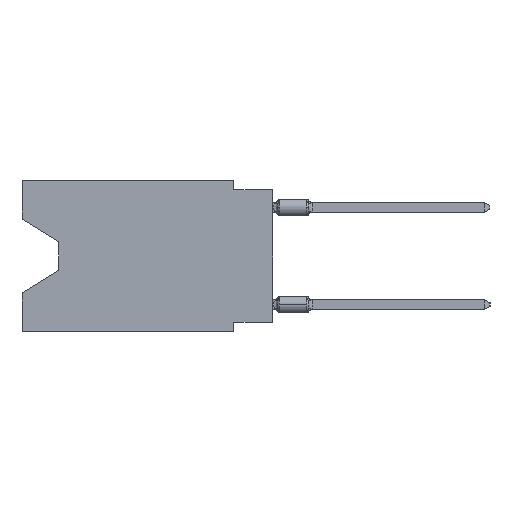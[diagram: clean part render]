
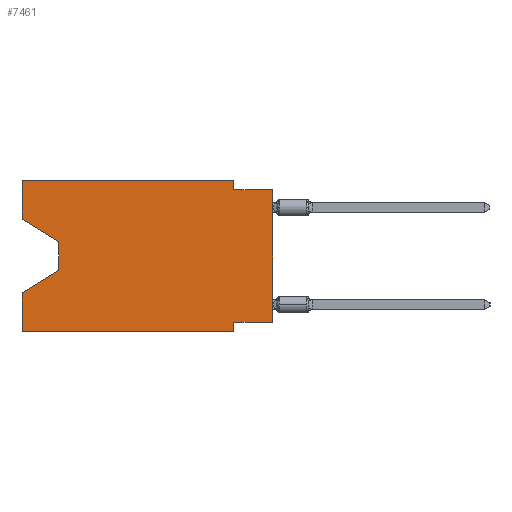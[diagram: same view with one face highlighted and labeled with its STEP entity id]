
A CAD part, left-side view. The second image highlights one B-rep face of the part: STEP entity #7461.
In plain terms, the highlighted planar face has unit normal (-1, 0, 0).
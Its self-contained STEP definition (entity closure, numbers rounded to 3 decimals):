
#203 = DIRECTION ( 'NONE',  ( 0., 0., -1. ) ) ;
#242 = DIRECTION ( 'NONE',  ( 0., 0., -1. ) ) ;
#379 = DIRECTION ( 'NONE',  ( 0., 0., -1. ) ) ;
#777 = VERTEX_POINT ( 'NONE', #5019 ) ;
#1006 = VERTEX_POINT ( 'NONE', #5912 ) ;
#1448 = ORIENTED_EDGE ( 'NONE', *, *, #12698, .T. ) ;
#1997 = VECTOR ( 'NONE', #5669, 1000. ) ;
#2352 = LINE ( 'NONE', #26521, #9147 ) ;
#2389 = VERTEX_POINT ( 'NONE', #10604 ) ;
#2609 = LINE ( 'NONE', #8175, #1997 ) ;
#2620 = ORIENTED_EDGE ( 'NONE', *, *, #33535, .F. ) ;
#2735 = DIRECTION ( 'NONE',  ( 0., 0., 1. ) ) ;
#2891 = LINE ( 'NONE', #13800, #24593 ) ;
#2924 = CARTESIAN_POINT ( 'NONE',  ( 0., 16.383, 0. ) ) ;
#3006 = VECTOR ( 'NONE', #28855, 1000. ) ;
#4567 = CARTESIAN_POINT ( 'NONE',  ( 0., 13.97, -5.893 ) ) ;
#4959 = EDGE_CURVE ( 'NONE', #8948, #35326, #11567, .T. ) ;
#4996 = CARTESIAN_POINT ( 'NONE',  ( 0., 13.97, -4.013 ) ) ;
#5019 = CARTESIAN_POINT ( 'NONE',  ( 0., 2.54, -9.271 ) ) ;
#5119 = VECTOR ( 'NONE', #29846, 1000. ) ;
#5390 = DIRECTION ( 'NONE',  ( 0., -1., 0. ) ) ;
#5669 = DIRECTION ( 'NONE',  ( 0., 1., 0. ) ) ;
#5785 = EDGE_LOOP ( 'NONE', ( #6685, #1448, #13241, #34536, #11434, #13866, #13116, #17780, #2620, #27917, #20154, #20570 ) ) ;
#5912 = CARTESIAN_POINT ( 'NONE',  ( 0., 16.383, -9.906 ) ) ;
#6685 = ORIENTED_EDGE ( 'NONE', *, *, #31800, .T. ) ;
#6881 = DIRECTION ( 'NONE',  ( 0., 0., 1. ) ) ;
#7068 = DIRECTION ( 'NONE',  ( 0., 0.855, -0.519 ) ) ;
#7069 = CARTESIAN_POINT ( 'NONE',  ( 0., 2.54, 0. ) ) ;
#7461 = ADVANCED_FACE ( 'NONE', ( #19196 ), #8303, .F. ) ;
#7834 = EDGE_CURVE ( 'NONE', #14169, #27734, #2891, .T. ) ;
#8175 = CARTESIAN_POINT ( 'NONE',  ( 0., 0., -9.271 ) ) ;
#8303 = PLANE ( 'NONE',  #31471 ) ;
#8421 = DIRECTION ( 'NONE',  ( 0., -0.855, -0.519 ) ) ;
#8948 = VERTEX_POINT ( 'NONE', #18020 ) ;
#8997 = EDGE_CURVE ( 'NONE', #8948, #777, #2609, .T. ) ;
#9147 = VECTOR ( 'NONE', #5390, 1000. ) ;
#9853 = CARTESIAN_POINT ( 'NONE',  ( 0., 2.54, -0.635 ) ) ;
#10604 = CARTESIAN_POINT ( 'NONE',  ( 0., 16.383, -2.546 ) ) ;
#10712 = CARTESIAN_POINT ( 'NONE',  ( 0., 0., -0.635 ) ) ;
#11142 = DIRECTION ( 'NONE',  ( 1., 0., 0. ) ) ;
#11434 = ORIENTED_EDGE ( 'NONE', *, *, #31778, .T. ) ;
#11567 = LINE ( 'NONE', #19796, #11834 ) ;
#11834 = VECTOR ( 'NONE', #14434, 1000. ) ;
#12473 = VECTOR ( 'NONE', #16462, 1000. ) ;
#12698 = EDGE_CURVE ( 'NONE', #16008, #29826, #33350, .T. ) ;
#13116 = ORIENTED_EDGE ( 'NONE', *, *, #8997, .F. ) ;
#13241 = ORIENTED_EDGE ( 'NONE', *, *, #34238, .T. ) ;
#13800 = CARTESIAN_POINT ( 'NONE',  ( 0., 2.54, 0. ) ) ;
#13866 = ORIENTED_EDGE ( 'NONE', *, *, #22358, .F. ) ;
#13973 = CARTESIAN_POINT ( 'NONE',  ( 0., 13.97, -4.013 ) ) ;
#14169 = VERTEX_POINT ( 'NONE', #7069 ) ;
#14434 = DIRECTION ( 'NONE',  ( 0., 0., 1. ) ) ;
#14780 = VECTOR ( 'NONE', #8421, 1000. ) ;
#14841 = VERTEX_POINT ( 'NONE', #20361 ) ;
#14920 = LINE ( 'NONE', #34620, #15625 ) ;
#15111 = LINE ( 'NONE', #34305, #19024 ) ;
#15625 = VECTOR ( 'NONE', #6881, 1000. ) ;
#15832 = EDGE_CURVE ( 'NONE', #21495, #14169, #32533, .T. ) ;
#16008 = VERTEX_POINT ( 'NONE', #4996 ) ;
#16291 = CARTESIAN_POINT ( 'NONE',  ( 0., 16.383, 0. ) ) ;
#16462 = DIRECTION ( 'NONE',  ( 0., -1., 0. ) ) ;
#16597 = VERTEX_POINT ( 'NONE', #17288 ) ;
#17288 = CARTESIAN_POINT ( 'NONE',  ( 0., 2.54, -9.906 ) ) ;
#17780 = ORIENTED_EDGE ( 'NONE', *, *, #4959, .T. ) ;
#18020 = CARTESIAN_POINT ( 'NONE',  ( 0., 0., -9.271 ) ) ;
#18319 = LINE ( 'NONE', #26734, #12473 ) ;
#18895 = CARTESIAN_POINT ( 'NONE',  ( 0., 16.383, 0. ) ) ;
#19024 = VECTOR ( 'NONE', #7068, 1000. ) ;
#19196 = FACE_OUTER_BOUND ( 'NONE', #5785, .T. ) ;
#19796 = CARTESIAN_POINT ( 'NONE',  ( 0., 0., 0. ) ) ;
#20154 = ORIENTED_EDGE ( 'NONE', *, *, #15832, .F. ) ;
#20361 = CARTESIAN_POINT ( 'NONE',  ( 0., 16.383, -7.36 ) ) ;
#20570 = ORIENTED_EDGE ( 'NONE', *, *, #25369, .F. ) ;
#21349 = CARTESIAN_POINT ( 'NONE',  ( 0., 16.383, -2.546 ) ) ;
#21495 = VERTEX_POINT ( 'NONE', #16291 ) ;
#22358 = EDGE_CURVE ( 'NONE', #777, #16597, #24008, .T. ) ;
#24008 = LINE ( 'NONE', #34588, #3006 ) ;
#24569 = VECTOR ( 'NONE', #379, 1000. ) ;
#24593 = VECTOR ( 'NONE', #203, 1000. ) ;
#25369 = EDGE_CURVE ( 'NONE', #2389, #21495, #14920, .T. ) ;
#26521 = CARTESIAN_POINT ( 'NONE',  ( 0., 0., -0.635 ) ) ;
#26734 = CARTESIAN_POINT ( 'NONE',  ( 0., 16.383, -9.906 ) ) ;
#27734 = VERTEX_POINT ( 'NONE', #9853 ) ;
#27917 = ORIENTED_EDGE ( 'NONE', *, *, #7834, .F. ) ;
#28855 = DIRECTION ( 'NONE',  ( 0., 0., -1. ) ) ;
#29826 = VERTEX_POINT ( 'NONE', #4567 ) ;
#29846 = DIRECTION ( 'NONE',  ( 0., -1., 0. ) ) ;
#31471 = AXIS2_PLACEMENT_3D ( 'NONE', #2924, #11142, #242 ) ;
#31482 = VECTOR ( 'NONE', #2735, 1000. ) ;
#31778 = EDGE_CURVE ( 'NONE', #1006, #16597, #18319, .T. ) ;
#31800 = EDGE_CURVE ( 'NONE', #2389, #16008, #34989, .T. ) ;
#32533 = LINE ( 'NONE', #18895, #5119 ) ;
#33152 = EDGE_CURVE ( 'NONE', #1006, #14841, #34821, .T. ) ;
#33350 = LINE ( 'NONE', #13973, #24569 ) ;
#33535 = EDGE_CURVE ( 'NONE', #27734, #35326, #2352, .T. ) ;
#34238 = EDGE_CURVE ( 'NONE', #29826, #14841, #15111, .T. ) ;
#34305 = CARTESIAN_POINT ( 'NONE',  ( 0., 13.97, -5.893 ) ) ;
#34536 = ORIENTED_EDGE ( 'NONE', *, *, #33152, .F. ) ;
#34588 = CARTESIAN_POINT ( 'NONE',  ( 0., 2.54, -9.906 ) ) ;
#34620 = CARTESIAN_POINT ( 'NONE',  ( 0., 16.383, 0. ) ) ;
#34821 = LINE ( 'NONE', #35165, #31482 ) ;
#34989 = LINE ( 'NONE', #21349, #14780 ) ;
#35165 = CARTESIAN_POINT ( 'NONE',  ( 0., 16.383, 0. ) ) ;
#35326 = VERTEX_POINT ( 'NONE', #10712 ) ;
